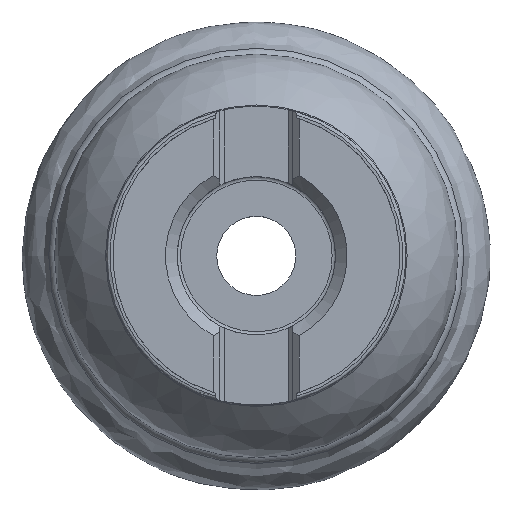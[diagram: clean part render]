
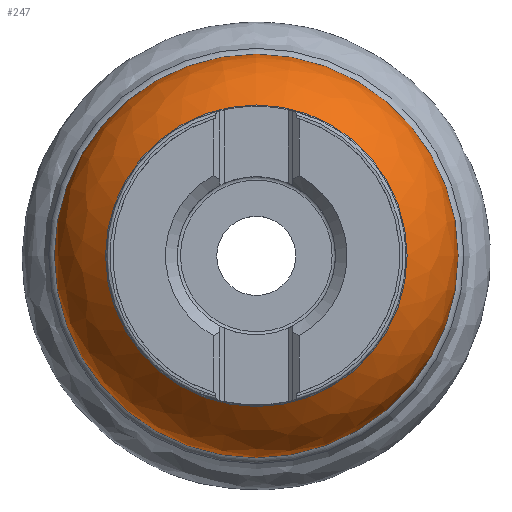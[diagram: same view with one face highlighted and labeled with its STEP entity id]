
A CAD part, top view. The second image highlights one B-rep face of the part: STEP entity #247.
In plain terms, the highlighted face is a revolution surface.
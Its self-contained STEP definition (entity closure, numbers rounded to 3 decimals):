
#194=SURFACE_OF_REVOLUTION('',#196,#195);
#195=AXIS1_PLACEMENT('',#1395,#1135);
#196=B_SPLINE_CURVE_WITH_KNOTS('',3,(#1391,#1392,#1393,#1394),
 .UNSPECIFIED.,.F.,.F.,(4,4),(0.,1.),.UNSPECIFIED.);
#247=ADVANCED_FACE('CN_SU3',(#330,#331),#194,.F.);
#330=FACE_BOUND('',#381,.T.);
#331=FACE_BOUND('',#382,.T.);
#381=EDGE_LOOP('',(#455));
#382=EDGE_LOOP('',(#456));
#455=ORIENTED_EDGE('',*,*,#709,.T.);
#456=ORIENTED_EDGE('',*,*,#710,.F.);
#636=VERTEX_POINT('',#1387);
#637=VERTEX_POINT('',#1390);
#709=EDGE_CURVE('',#636,#636,#805,.T.);
#710=EDGE_CURVE('',#637,#637,#806,.T.);
#805=CIRCLE('',#978,34.453);
#806=CIRCLE('',#980,25.744);
#978=AXIS2_PLACEMENT_3D('',#1386,#1129,#1130);
#980=AXIS2_PLACEMENT_3D('',#1389,#1133,#1134);
#1129=DIRECTION('',(0.,0.,1.));
#1130=DIRECTION('',(0.,1.,0.));
#1133=DIRECTION('',(0.,0.,1.));
#1134=DIRECTION('',(0.,1.,0.));
#1135=DIRECTION('',(0.,0.,1.));
#1386=CARTESIAN_POINT('',(0.,0.,-30.));
#1387=CARTESIAN_POINT('',(0.,34.453,-30.));
#1389=CARTESIAN_POINT('',(0.,0.,-15.575));
#1390=CARTESIAN_POINT('',(0.,25.744,-15.575));
#1391=CARTESIAN_POINT('',(-25.744,0.,-15.575));
#1392=CARTESIAN_POINT('',(-30.094,0.,-19.783));
#1393=CARTESIAN_POINT('',(-34.453,0.,-24.288));
#1394=CARTESIAN_POINT('',(-34.453,0.,-30.));
#1395=CARTESIAN_POINT('',(0.,0.,1.));
